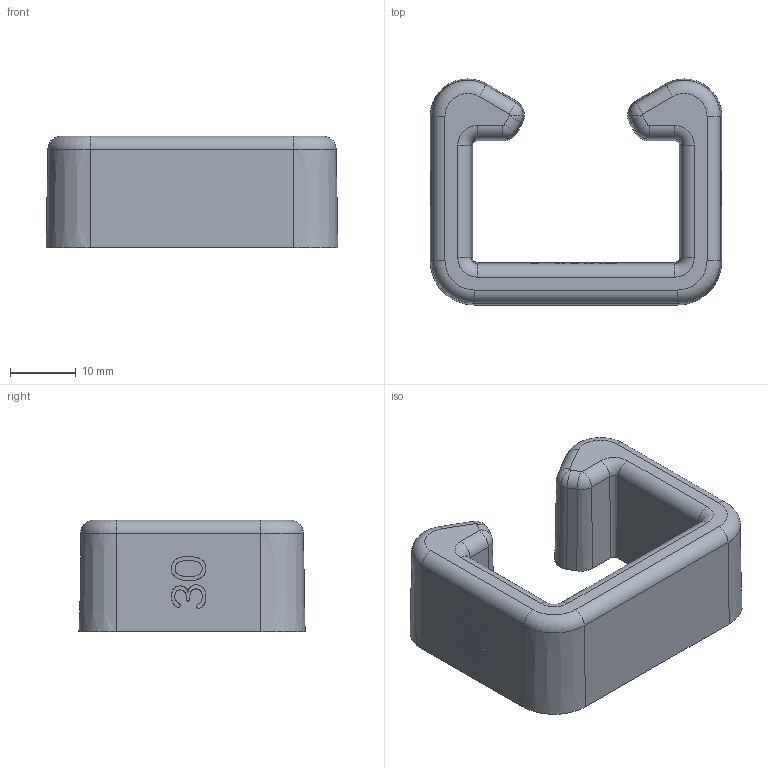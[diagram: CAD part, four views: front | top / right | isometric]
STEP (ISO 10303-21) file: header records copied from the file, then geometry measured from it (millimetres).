
FILE_DESCRIPTION(('STEP AP203'),'1');
FILE_NAME('30.step','2023-06-07T10:59:37',(' '),(' '),'Spatial InterOp 3D',' ',' ');
FILE_SCHEMA(('CONFIG_CONTROL_DESIGN'));
Length unit declared in the file: millimetre
Products named in the file (1): 1
Bounding box: 44.49 x 34.49 x 17 mm (x, y, z)
Volume: 7779.5 mm3; surface area: 8164.9 mm2
Topology: 10 solids, 10 shells, 187 faces, 442 edges, 276 vertices
Faces by surface type: plane 73, extrusion 34, cone 28, torus 28, cylinder 24
Entity records: 6261 total; most frequent: CARTESIAN_POINT 1908, ORIENTED_EDGE 884, DIRECTION 870, EDGE_CURVE 442, AXIS2_PLACEMENT_3D 299, VERTEX_POINT 276, VECTOR 272, LINE 238
